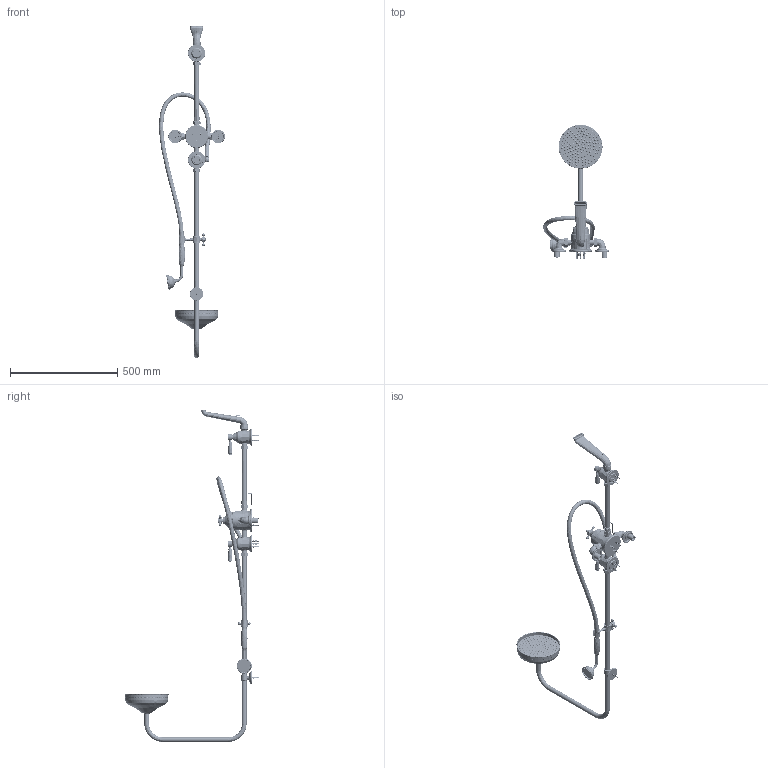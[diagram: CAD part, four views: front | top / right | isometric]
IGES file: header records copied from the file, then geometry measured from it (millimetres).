
Global section: file name: V2K4-XC  XM  XW  XGBC; native system: Autodesk Inventor 2018; preprocessor: unknown; author: aprice; date: 20170831.104330; units: millimetre
Bounding box: 306.25 x 625.49 x 1545.29 mm (x, y, z)
Volume: 3210559.3 mm3; surface area: 1158513.5 mm2
Topology: 188 solids, 204 shells, 7696 faces, 21716 edges, 14775 vertices
Faces by surface type: bspline 7696
